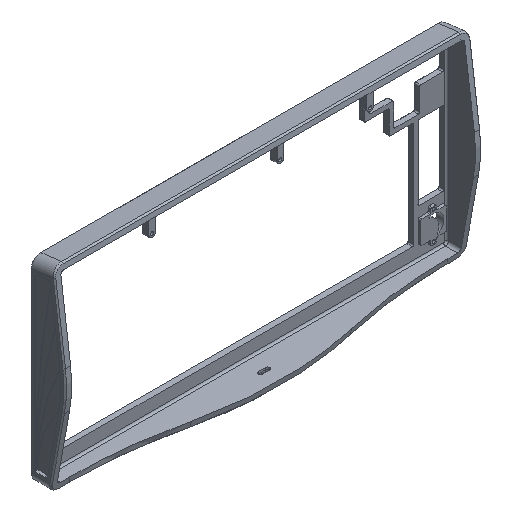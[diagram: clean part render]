
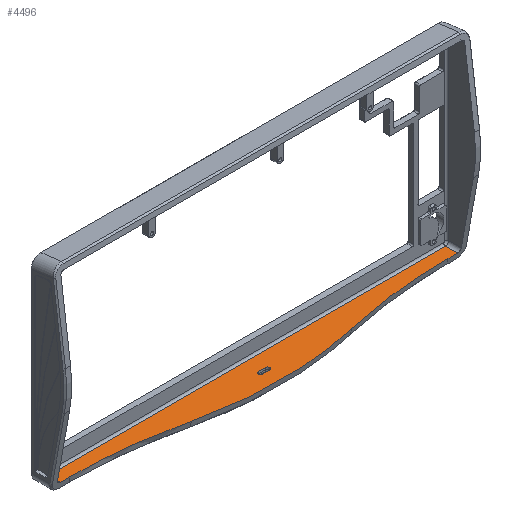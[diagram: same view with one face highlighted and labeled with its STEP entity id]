
A CAD part, isometric view. The second image highlights one B-rep face of the part: STEP entity #4496.
In plain terms, the highlighted planar face has unit normal (0, 0, 1).
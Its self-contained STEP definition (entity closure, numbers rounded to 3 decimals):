
#106 = CARTESIAN_POINT ( 'NONE',  ( -2.75, -20., -72.5 ) ) ;
#224 = EDGE_CURVE ( 'NONE', #1711, #8904, #3432, .T. ) ;
#299 = CARTESIAN_POINT ( 'NONE',  ( 155., -15.902, -72.5 ) ) ;
#342 = CARTESIAN_POINT ( 'NONE',  ( -133.147, -15.902, -72.5 ) ) ;
#377 = VERTEX_POINT ( 'NONE', #2831 ) ;
#450 = CARTESIAN_POINT ( 'NONE',  ( 41.776, -29.836, -72.5 ) ) ;
#551 = CARTESIAN_POINT ( 'NONE',  ( 28.633, -31.333, -72.5 ) ) ;
#563 = CIRCLE ( 'NONE', #5576, 1.75 ) ;
#675 = ORIENTED_EDGE ( 'NONE', *, *, #9588, .F. ) ;
#720 = LINE ( 'NONE', #3820, #5764 ) ;
#897 = VERTEX_POINT ( 'NONE', #3229 ) ;
#935 = ORIENTED_EDGE ( 'NONE', *, *, #2612, .F. ) ;
#1221 = CARTESIAN_POINT ( 'NONE',  ( -21.076, -32.201, -72.5 ) ) ;
#1320 = EDGE_CURVE ( 'NONE', #6319, #7681, #8776, .T. ) ;
#1557 = CARTESIAN_POINT ( 'NONE',  ( -155., -6.5, -72.5 ) ) ;
#1711 = VERTEX_POINT ( 'NONE', #4716 ) ;
#1804 = CARTESIAN_POINT ( 'NONE',  ( -155., -55., -72.5 ) ) ;
#1860 = DIRECTION ( 'NONE',  ( 0., 1., 0. ) ) ;
#1919 = CARTESIAN_POINT ( 'NONE',  ( -62.5, -25.645, -72.5 ) ) ;
#1965 = LINE ( 'NONE', #1804, #8827 ) ;
#1996 = CIRCLE ( 'NONE', #2474, 1.75 ) ;
#2352 = DIRECTION ( 'NONE',  ( 0., 0., 1. ) ) ;
#2474 = AXIS2_PLACEMENT_3D ( 'NONE', #106, #8575, #8723 ) ;
#2524 = EDGE_CURVE ( 'NONE', #3771, #7681, #720, .T. ) ;
#2612 = EDGE_CURVE ( 'NONE', #3367, #4376, #1996, .T. ) ;
#2831 = CARTESIAN_POINT ( 'NONE',  ( 62.5, -25.645, -72.5 ) ) ;
#2918 = EDGE_LOOP ( 'NONE', ( #3234, #8608, #3859, #9251, #5400, #9488, #8571, #8430 ) ) ;
#2934 = LINE ( 'NONE', #4211, #3571 ) ;
#3138 = CARTESIAN_POINT ( 'NONE',  ( 76.481, -22.397, -72.5 ) ) ;
#3229 = CARTESIAN_POINT ( 'NONE',  ( -155., -6.5, -72.5 ) ) ;
#3232 = CARTESIAN_POINT ( 'NONE',  ( 155., -6.5, -72.5 ) ) ;
#3234 = ORIENTED_EDGE ( 'NONE', *, *, #9040, .T. ) ;
#3367 = VERTEX_POINT ( 'NONE', #5348 ) ;
#3381 = EDGE_CURVE ( 'NONE', #1711, #3367, #7078, .T. ) ;
#3432 = LINE ( 'NONE', #8704, #9117 ) ;
#3433 = CARTESIAN_POINT ( 'NONE',  ( -76.481, -22.397, -72.5 ) ) ;
#3558 = EDGE_CURVE ( 'NONE', #5062, #6297, #3824, .T. ) ;
#3571 = VECTOR ( 'NONE', #7540, 1000. ) ;
#3708 = CARTESIAN_POINT ( 'NONE',  ( -41.842, -29.821, -72.5 ) ) ;
#3771 = VERTEX_POINT ( 'NONE', #5081 ) ;
#3820 = CARTESIAN_POINT ( 'NONE',  ( -162.5, -15.902, -72.5 ) ) ;
#3824 = LINE ( 'NONE', #6956, #4010 ) ;
#3859 = ORIENTED_EDGE ( 'NONE', *, *, #2524, .T. ) ;
#3999 = CARTESIAN_POINT ( 'NONE',  ( 133.147, -15.902, -72.5 ) ) ;
#4010 = VECTOR ( 'NONE', #6910, 1000. ) ;
#4119 = DIRECTION ( 'NONE',  ( 1., 0., 0. ) ) ;
#4211 = CARTESIAN_POINT ( 'NONE',  ( -162.5, -21.75, -72.5 ) ) ;
#4261 = CARTESIAN_POINT ( 'NONE',  ( -62.5, -25.645, -72.5 ) ) ;
#4315 = CARTESIAN_POINT ( 'NONE',  ( -10.658, -32.8, -72.5 ) ) ;
#4361 = CARTESIAN_POINT ( 'NONE',  ( 52.189, -28.04, -72.5 ) ) ;
#4376 = VERTEX_POINT ( 'NONE', #6213 ) ;
#4464 = CARTESIAN_POINT ( 'NONE',  ( 62.5, -25.645, -72.5 ) ) ;
#4496 = ADVANCED_FACE ( 'NONE', ( #5753, #7988 ), #8799, .T. ) ;
#4560 = EDGE_CURVE ( 'NONE', #6297, #897, #1965, .T. ) ;
#4649 = EDGE_LOOP ( 'NONE', ( #7176, #935, #7921, #5254, #675 ) ) ;
#4714 = CARTESIAN_POINT ( 'NONE',  ( 62.5, -25.645, -72.5 ) ) ;
#4716 = CARTESIAN_POINT ( 'NONE',  ( -2.75, -18.25, -72.5 ) ) ;
#4884 = B_SPLINE_CURVE_WITH_KNOTS ( 'NONE', 3,
 ( #4714, #3138, #8659, #3999, #7901 ),
 .UNSPECIFIED., .F., .F.,
 ( 4, 1, 4 ),
 ( 0., 0.043, 0.086 ),
 .UNSPECIFIED. ) ;
#5061 = CARTESIAN_POINT ( 'NONE',  ( -104.63, -17.542, -72.5 ) ) ;
#5062 = VERTEX_POINT ( 'NONE', #9041 ) ;
#5081 = CARTESIAN_POINT ( 'NONE',  ( 147.5, -15.902, -72.5 ) ) ;
#5254 = ORIENTED_EDGE ( 'NONE', *, *, #224, .T. ) ;
#5348 = CARTESIAN_POINT ( 'NONE',  ( -4.5, -20., -72.5 ) ) ;
#5400 = ORIENTED_EDGE ( 'NONE', *, *, #6252, .T. ) ;
#5457 = LINE ( 'NONE', #1557, #8748 ) ;
#5576 = AXIS2_PLACEMENT_3D ( 'NONE', #5787, #8131, #4119 ) ;
#5580 = DIRECTION ( 'NONE',  ( 0., -1., 0. ) ) ;
#5603 = VERTEX_POINT ( 'NONE', #9714 ) ;
#5700 = CARTESIAN_POINT ( 'NONE',  ( -162.5, -55., -72.5 ) ) ;
#5753 = FACE_BOUND ( 'NONE', #4649, .T. ) ;
#5764 = VECTOR ( 'NONE', #6138, 1000. ) ;
#5787 = CARTESIAN_POINT ( 'NONE',  ( 2.75, -20., -72.5 ) ) ;
#5791 = EDGE_CURVE ( 'NONE', #377, #3771, #4884, .T. ) ;
#5959 = B_SPLINE_CURVE_WITH_KNOTS ( 'NONE', 3,
 ( #4261, #6693, #3708, #1221, #4315, #9074, #8314, #7351, #7502, #7402, #551, #450, #4361, #4464 ),
 .UNSPECIFIED., .F., .F.,
 ( 4, 2, 2, 2, 2, 2, 4 ),
 ( 0., 0.031, 0.063, 0.078, 0.086, 0.094, 0.125 ),
 .UNSPECIFIED. ) ;
#6138 = DIRECTION ( 'NONE',  ( 1., 0., 0. ) ) ;
#6213 = CARTESIAN_POINT ( 'NONE',  ( -2.75, -21.75, -72.5 ) ) ;
#6252 = EDGE_CURVE ( 'NONE', #6319, #897, #5457, .T. ) ;
#6297 = VERTEX_POINT ( 'NONE', #7071 ) ;
#6319 = VERTEX_POINT ( 'NONE', #3232 ) ;
#6393 = CARTESIAN_POINT ( 'NONE',  ( 155., -55., -72.5 ) ) ;
#6693 = CARTESIAN_POINT ( 'NONE',  ( -52.189, -28.04, -72.5 ) ) ;
#6910 = DIRECTION ( 'NONE',  ( -1., 0., 0. ) ) ;
#6956 = CARTESIAN_POINT ( 'NONE',  ( -162.5, -15.902, -72.5 ) ) ;
#7071 = CARTESIAN_POINT ( 'NONE',  ( -155., -15.902, -72.5 ) ) ;
#7078 = CIRCLE ( 'NONE', #9675, 1.75 ) ;
#7176 = ORIENTED_EDGE ( 'NONE', *, *, #7875, .F. ) ;
#7186 = CARTESIAN_POINT ( 'NONE',  ( 2.75, -18.25, -72.5 ) ) ;
#7349 = AXIS2_PLACEMENT_3D ( 'NONE', #5700, #9660, #8852 ) ;
#7351 = CARTESIAN_POINT ( 'NONE',  ( 18.124, -32.226, -72.5 ) ) ;
#7402 = CARTESIAN_POINT ( 'NONE',  ( 26.002, -31.594, -72.5 ) ) ;
#7502 = CARTESIAN_POINT ( 'NONE',  ( 20.748, -32.041, -72.5 ) ) ;
#7540 = DIRECTION ( 'NONE',  ( 1., 0., 0. ) ) ;
#7681 = VERTEX_POINT ( 'NONE', #299 ) ;
#7731 = DIRECTION ( 'NONE',  ( 1., 0., 0. ) ) ;
#7744 = DIRECTION ( 'NONE',  ( -1., 0., 0. ) ) ;
#7828 = CARTESIAN_POINT ( 'NONE',  ( -2.75, -20., -72.5 ) ) ;
#7875 = EDGE_CURVE ( 'NONE', #4376, #9948, #2934, .T. ) ;
#7901 = CARTESIAN_POINT ( 'NONE',  ( 147.5, -15.902, -72.5 ) ) ;
#7921 = ORIENTED_EDGE ( 'NONE', *, *, #3381, .F. ) ;
#7988 = FACE_OUTER_BOUND ( 'NONE', #2918, .T. ) ;
#7995 = DIRECTION ( 'NONE',  ( 1., 0., 0. ) ) ;
#8061 = VECTOR ( 'NONE', #5580, 1000. ) ;
#8131 = DIRECTION ( 'NONE',  ( 0., 0., 1. ) ) ;
#8266 = B_SPLINE_CURVE_WITH_KNOTS ( 'NONE', 3,
 ( #1919, #3433, #5061, #342, #9818 ),
 .UNSPECIFIED., .F., .F.,
 ( 4, 1, 4 ),
 ( 0., 0.043, 0.086 ),
 .UNSPECIFIED. ) ;
#8314 = CARTESIAN_POINT ( 'NONE',  ( 10.257, -32.668, -72.5 ) ) ;
#8430 = ORIENTED_EDGE ( 'NONE', *, *, #9305, .F. ) ;
#8571 = ORIENTED_EDGE ( 'NONE', *, *, #3558, .F. ) ;
#8575 = DIRECTION ( 'NONE',  ( 0., 0., 1. ) ) ;
#8608 = ORIENTED_EDGE ( 'NONE', *, *, #5791, .T. ) ;
#8659 = CARTESIAN_POINT ( 'NONE',  ( 104.63, -17.542, -72.5 ) ) ;
#8704 = CARTESIAN_POINT ( 'NONE',  ( -162.5, -18.25, -72.5 ) ) ;
#8723 = DIRECTION ( 'NONE',  ( 1., 0., 0. ) ) ;
#8748 = VECTOR ( 'NONE', #7744, 1000. ) ;
#8776 = LINE ( 'NONE', #6393, #8061 ) ;
#8799 = PLANE ( 'NONE',  #7349 ) ;
#8827 = VECTOR ( 'NONE', #1860, 1000. ) ;
#8852 = DIRECTION ( 'NONE',  ( 1., 0., 0. ) ) ;
#8904 = VERTEX_POINT ( 'NONE', #7186 ) ;
#9040 = EDGE_CURVE ( 'NONE', #5603, #377, #5959, .T. ) ;
#9041 = CARTESIAN_POINT ( 'NONE',  ( -147.5, -15.902, -72.5 ) ) ;
#9074 = CARTESIAN_POINT ( 'NONE',  ( 5.022, -32.812, -72.5 ) ) ;
#9117 = VECTOR ( 'NONE', #7995, 1000. ) ;
#9251 = ORIENTED_EDGE ( 'NONE', *, *, #1320, .F. ) ;
#9305 = EDGE_CURVE ( 'NONE', #5603, #5062, #8266, .T. ) ;
#9488 = ORIENTED_EDGE ( 'NONE', *, *, #4560, .F. ) ;
#9588 = EDGE_CURVE ( 'NONE', #9948, #8904, #563, .T. ) ;
#9660 = DIRECTION ( 'NONE',  ( 0., 0., 1. ) ) ;
#9675 = AXIS2_PLACEMENT_3D ( 'NONE', #7828, #2352, #7731 ) ;
#9714 = CARTESIAN_POINT ( 'NONE',  ( -62.5, -25.645, -72.5 ) ) ;
#9818 = CARTESIAN_POINT ( 'NONE',  ( -147.5, -15.902, -72.5 ) ) ;
#9897 = CARTESIAN_POINT ( 'NONE',  ( 2.75, -21.75, -72.5 ) ) ;
#9948 = VERTEX_POINT ( 'NONE', #9897 ) ;
